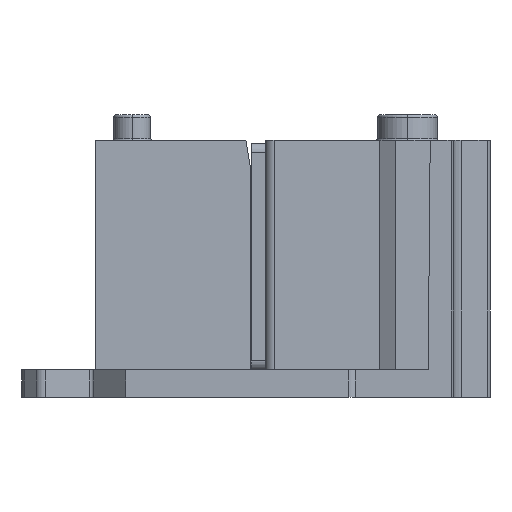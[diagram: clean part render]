
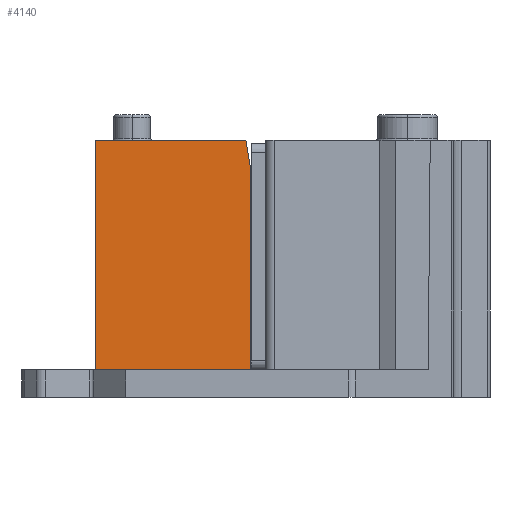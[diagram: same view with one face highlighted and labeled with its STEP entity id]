
A CAD part, left-side view. The second image highlights one B-rep face of the part: STEP entity #4140.
In plain terms, the highlighted planar face has unit normal (-1, 0, 0.011).
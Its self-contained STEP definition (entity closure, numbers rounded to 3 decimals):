
#858=DIRECTION('',(0.,-1.,0.));
#859=VECTOR('',#858,16.9);
#860=CARTESIAN_POINT('',(33.238,43.,-27.8));
#861=LINE('',#860,#859);
#1195=DIRECTION('',(0.01,0.164,0.986));
#1196=VECTOR('',#1195,3.042);
#1197=CARTESIAN_POINT('',(33.469,26.1,-5.8));
#1198=LINE('',#1197,#1196);
#1199=DIRECTION('',(-0.01,0.,-1.));
#1200=VECTOR('',#1199,22.001);
#1201=CARTESIAN_POINT('',(33.469,26.1,-5.8));
#1202=LINE('',#1201,#1200);
#1222=DIRECTION('',(0.,-1.,0.));
#1223=VECTOR('',#1222,16.4);
#1224=CARTESIAN_POINT('',(33.5,43.,-2.8));
#1225=LINE('',#1224,#1223);
#1323=DIRECTION('',(-0.01,0.,-1.));
#1324=VECTOR('',#1323,25.001);
#1325=CARTESIAN_POINT('',(33.5,43.,-2.8));
#1326=LINE('',#1325,#1324);
#2755=CARTESIAN_POINT('',(33.238,43.,-27.8));
#2756=VERTEX_POINT('',#2755);
#2757=CARTESIAN_POINT('',(33.5,43.,-2.8));
#2758=VERTEX_POINT('',#2757);
#2760=CARTESIAN_POINT('',(33.238,26.1,-27.8));
#2762=VERTEX_POINT('',#2760);
#2847=CARTESIAN_POINT('',(33.469,26.1,-5.8));
#2848=CARTESIAN_POINT('',(33.5,26.6,-2.8));
#2849=VERTEX_POINT('',#2847);
#2850=VERTEX_POINT('',#2848);
#4125=CARTESIAN_POINT('',(33.5,23.941,-2.8));
#4126=DIRECTION('',(1.,0.,-0.01));
#4127=DIRECTION('',(0.,-1.,0.));
#4128=AXIS2_PLACEMENT_3D('',#4125,#4126,#4127);
#4129=PLANE('',#4128);
#4131=ORIENTED_EDGE('',*,*,#4130,.F.);
#4132=ORIENTED_EDGE('',*,*,#4011,.T.);
#4133=ORIENTED_EDGE('',*,*,#3718,.F.);
#4135=ORIENTED_EDGE('',*,*,#4134,.F.);
#4137=ORIENTED_EDGE('',*,*,#4136,.T.);
#4138=EDGE_LOOP('',(#4131,#4132,#4133,#4135,#4137));
#4139=FACE_OUTER_BOUND('',#4138,.F.);
#4140=ADVANCED_FACE('',(#4139),#4129,.F.);
#3718=EDGE_CURVE('',#2756,#2762,#861,.T.);
#4011=EDGE_CURVE('',#2849,#2762,#1202,.T.);
#4130=EDGE_CURVE('',#2849,#2850,#1198,.T.);
#4134=EDGE_CURVE('',#2758,#2756,#1326,.T.);
#4136=EDGE_CURVE('',#2758,#2850,#1225,.T.);
